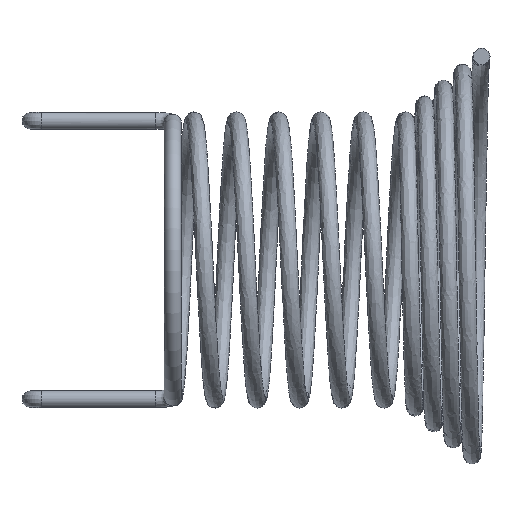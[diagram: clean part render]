
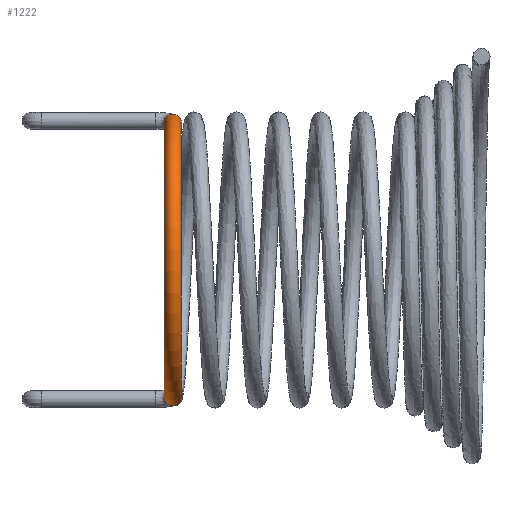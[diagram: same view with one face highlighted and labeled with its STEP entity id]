
A CAD part, left-side view. The second image highlights one B-rep face of the part: STEP entity #1222.
In plain terms, the highlighted toroidal (fillet/blend) face has major radius 3.3 mm and minor radius 0.2 mm.
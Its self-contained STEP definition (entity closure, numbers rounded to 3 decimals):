
#107 = CARTESIAN_POINT ( 'NONE',  ( -0.6, 5.541, -3.046 ) ) ;
#126 = CARTESIAN_POINT ( 'NONE',  ( -0.6, 5.383, -3.08 ) ) ;
#183 = EDGE_CURVE ( 'NONE', #356, #1694, #1901, .T. ) ;
#240 = CARTESIAN_POINT ( 'NONE',  ( -0.6, 5.354, -3.105 ) ) ;
#244 = CARTESIAN_POINT ( 'NONE',  ( -0.6, 5.496, -3.041 ) ) ;
#263 = CARTESIAN_POINT ( 'NONE',  ( -0.6, 5.373, -3.087 ) ) ;
#264 = CARTESIAN_POINT ( 'NONE',  ( -0.6, 5.414, -3.057 ) ) ;
#303 = CARTESIAN_POINT ( 'NONE',  ( -0.6, 5.482, 3.029 ) ) ;
#304 = EDGE_CURVE ( 'NONE', #2030, #2030, #2560, .T. ) ;
#325 = TOROIDAL_SURFACE ( 'NONE', #1491, 3.3, 0.2 ) ;
#333 = CARTESIAN_POINT ( 'NONE',  ( -0.6, 5.3, -3.243 ) ) ;
#344 = CARTESIAN_POINT ( 'NONE',  ( -0.6, 5.682, -3.142 ) ) ;
#356 = VERTEX_POINT ( 'NONE', #2300 ) ;
#385 = EDGE_CURVE ( 'NONE', #1068, #2631, #2769, .T. ) ;
#390 = VERTEX_POINT ( 'NONE', #1515 ) ;
#401 = EDGE_CURVE ( 'NONE', #390, #1068, #1473, .T. ) ;
#492 = CARTESIAN_POINT ( 'NONE',  ( -0.6, 5.363, -3.096 ) ) ;
#572 = CARTESIAN_POINT ( 'NONE',  ( -0.6, 5.615, -3.42 ) ) ;
#589 = CARTESIAN_POINT ( 'NONE',  ( -0.6, 5.363, 3.097 ) ) ;
#630 = CARTESIAN_POINT ( 'NONE',  ( -0.6, 5.7, -3.254 ) ) ;
#640 = CARTESIAN_POINT ( 'NONE',  ( -0.6, 5.363, 3.097 ) ) ;
#647 = B_SPLINE_CURVE_WITH_KNOTS ( 'NONE', 3,
 ( #2559, #333, #1943, #716, #1995, #1728, #2283, #2382, #2612, #572, #2122, #1101, #2661 ),
 .UNSPECIFIED., .F., .F.,
 ( 4, 2, 3, 2, 2, 4 ),
 ( 0.86, 0.875, 1., 1.125, 1.25, 1.358 ),
 .UNSPECIFIED. ) ;
#676 = CARTESIAN_POINT ( 'NONE',  ( -0.6, 5.7, -3.255 ) ) ;
#686 = CARTESIAN_POINT ( 'NONE',  ( -0.6, 5.602, 3.057 ) ) ;
#716 = CARTESIAN_POINT ( 'NONE',  ( -0.6, 5.303, -3.308 ) ) ;
#735 = ORIENTED_EDGE ( 'NONE', *, *, #401, .F. ) ;
#793 = CARTESIAN_POINT ( 'NONE',  ( -0.6, 5.541, -3.046 ) ) ;
#795 = DIRECTION ( 'NONE',  ( 0., 0., -1. ) ) ;
#829 = CARTESIAN_POINT ( 'NONE',  ( -0.6, 5.32, -3.145 ) ) ;
#848 = CARTESIAN_POINT ( 'NONE',  ( -0.6, 5.688, 3.145 ) ) ;
#871 = DIRECTION ( 'NONE',  ( 0., -1., 0. ) ) ;
#874 = B_SPLINE_CURVE_WITH_KNOTS ( 'NONE', 3,
 ( #793, #2515, #2700, #244 ),
 .UNSPECIFIED., .F., .F.,
 ( 4, 4 ),
 ( 0.584, 0.62 ),
 .UNSPECIFIED. ) ;
#932 = ORIENTED_EDGE ( 'NONE', *, *, #1687, .F. ) ;
#933 = VERTEX_POINT ( 'NONE', #2555 ) ;
#979 = CARTESIAN_POINT ( 'NONE',  ( -0.6, 5.604, -3.068 ) ) ;
#1008 = FACE_OUTER_BOUND ( 'NONE', #1744, .T. ) ;
#1068 = VERTEX_POINT ( 'NONE', #2659 ) ;
#1082 = EDGE_CURVE ( 'NONE', #1694, #390, #874, .T. ) ;
#1101 = CARTESIAN_POINT ( 'NONE',  ( -0.6, 5.697, -3.301 ) ) ;
#1222 = ADVANCED_FACE ( 'NONE', ( #1008, #2068 ), #325, .T. ) ;
#1250 = CARTESIAN_POINT ( 'NONE',  ( -0.6, 5.451, -3.044 ) ) ;
#1252 = B_SPLINE_CURVE_WITH_KNOTS ( 'NONE', 3,
 ( #2029, #1939, #1813, #829, #1862, #1630 ),
 .UNSPECIFIED., .F., .F.,
 ( 4, 2, 4 ),
 ( 0.746, 0.75, 0.86 ),
 .UNSPECIFIED. ) ;
#1336 = B_SPLINE_CURVE_WITH_KNOTS ( 'NONE', 3,
 ( #1829, #676, #630, #2001, #344, #1735, #2393 ),
 .UNSPECIFIED., .F., .F.,
 ( 4, 2, 1, 4 ),
 ( 0.533, 0.535, 0.651, 0.676 ),
 .UNSPECIFIED. ) ;
#1360 = CARTESIAN_POINT ( 'NONE',  ( 0., 5.5, 0. ) ) ;
#1416 = CARTESIAN_POINT ( 'NONE',  ( -0.6, 5.687, 3.337 ) ) ;
#1420 = CARTESIAN_POINT ( 'NONE',  ( -0.6, 5.354, -3.105 ) ) ;
#1433 = EDGE_CURVE ( 'NONE', #2250, #356, #1336, .T. ) ;
#1473 = B_SPLINE_CURVE_WITH_KNOTS ( 'NONE', 3,
 ( #2633, #2439, #2304, #1250, #264, #126 ),
 .UNSPECIFIED., .F., .F.,
 ( 4, 2, 4 ),
 ( 0.62, 0.625, 0.715 ),
 .UNSPECIFIED. ) ;
#1491 = AXIS2_PLACEMENT_3D ( 'NONE', #1360, #871, #795 ) ;
#1515 = CARTESIAN_POINT ( 'NONE',  ( -0.6, 5.496, -3.041 ) ) ;
#1558 = ORIENTED_EDGE ( 'NONE', *, *, #1082, .F. ) ;
#1630 = CARTESIAN_POINT ( 'NONE',  ( -0.6, 5.3, -3.237 ) ) ;
#1647 = CARTESIAN_POINT ( 'NONE',  ( -0.6, 5.398, 3.063 ) ) ;
#1685 = ORIENTED_EDGE ( 'NONE', *, *, #183, .F. ) ;
#1687 = EDGE_CURVE ( 'NONE', #933, #2250, #647, .T. ) ;
#1694 = VERTEX_POINT ( 'NONE', #107 ) ;
#1728 = CARTESIAN_POINT ( 'NONE',  ( -0.6, 5.366, -3.396 ) ) ;
#1735 = CARTESIAN_POINT ( 'NONE',  ( -0.6, 5.638, -3.097 ) ) ;
#1744 = EDGE_LOOP ( 'NONE', ( #2136 ) ) ;
#1745 = CARTESIAN_POINT ( 'NONE',  ( -0.6, 5.615, 3.453 ) ) ;
#1813 = CARTESIAN_POINT ( 'NONE',  ( -0.6, 5.352, -3.108 ) ) ;
#1818 = CARTESIAN_POINT ( 'NONE',  ( -0.6, 5.363, 3.097 ) ) ;
#1829 = CARTESIAN_POINT ( 'NONE',  ( -0.6, 5.7, -3.255 ) ) ;
#1862 = CARTESIAN_POINT ( 'NONE',  ( -0.6, 5.302, -3.191 ) ) ;
#1901 = B_SPLINE_CURVE_WITH_KNOTS ( 'NONE', 3,
 ( #1919, #979, #2132, #2533 ),
 .UNSPECIFIED., .F., .F.,
 ( 4, 4 ),
 ( 0.505, 0.584 ),
 .UNSPECIFIED. ) ;
#1919 = CARTESIAN_POINT ( 'NONE',  ( -0.6, 5.629, -3.09 ) ) ;
#1939 = CARTESIAN_POINT ( 'NONE',  ( -0.6, 5.353, -3.107 ) ) ;
#1943 = CARTESIAN_POINT ( 'NONE',  ( -0.6, 5.3, -3.249 ) ) ;
#1995 = CARTESIAN_POINT ( 'NONE',  ( -0.6, 5.327, -3.36 ) ) ;
#2001 = CARTESIAN_POINT ( 'NONE',  ( -0.6, 5.702, -3.205 ) ) ;
#2029 = CARTESIAN_POINT ( 'NONE',  ( -0.6, 5.354, -3.105 ) ) ;
#2030 = VERTEX_POINT ( 'NONE', #1818 ) ;
#2041 = ORIENTED_EDGE ( 'NONE', *, *, #2739, .F. ) ;
#2068 = FACE_OUTER_BOUND ( 'NONE', #2620, .T. ) ;
#2122 = CARTESIAN_POINT ( 'NONE',  ( -0.6, 5.679, -3.346 ) ) ;
#2132 = CARTESIAN_POINT ( 'NONE',  ( -0.6, 5.573, -3.053 ) ) ;
#2136 = ORIENTED_EDGE ( 'NONE', *, *, #304, .F. ) ;
#2250 = VERTEX_POINT ( 'NONE', #2297 ) ;
#2283 = CARTESIAN_POINT ( 'NONE',  ( -0.6, 5.405, -3.432 ) ) ;
#2294 = CARTESIAN_POINT ( 'NONE',  ( -0.6, 5.384, 3.457 ) ) ;
#2297 = CARTESIAN_POINT ( 'NONE',  ( -0.6, 5.7, -3.255 ) ) ;
#2300 = CARTESIAN_POINT ( 'NONE',  ( -0.6, 5.629, -3.09 ) ) ;
#2304 = CARTESIAN_POINT ( 'NONE',  ( -0.6, 5.492, -3.042 ) ) ;
#2382 = CARTESIAN_POINT ( 'NONE',  ( -0.6, 5.458, -3.451 ) ) ;
#2393 = CARTESIAN_POINT ( 'NONE',  ( -0.6, 5.629, -3.09 ) ) ;
#2404 = CARTESIAN_POINT ( 'NONE',  ( -0.6, 5.322, 3.136 ) ) ;
#2439 = CARTESIAN_POINT ( 'NONE',  ( -0.6, 5.494, -3.041 ) ) ;
#2494 = ORIENTED_EDGE ( 'NONE', *, *, #385, .F. ) ;
#2515 = CARTESIAN_POINT ( 'NONE',  ( -0.6, 5.526, -3.043 ) ) ;
#2533 = CARTESIAN_POINT ( 'NONE',  ( -0.6, 5.541, -3.046 ) ) ;
#2534 = CARTESIAN_POINT ( 'NONE',  ( -0.6, 5.705, 3.233 ) ) ;
#2555 = CARTESIAN_POINT ( 'NONE',  ( -0.6, 5.3, -3.237 ) ) ;
#2559 = CARTESIAN_POINT ( 'NONE',  ( -0.6, 5.3, -3.237 ) ) ;
#2560 = B_SPLINE_CURVE_WITH_KNOTS ( 'NONE', 3,
 ( #640, #1647, #303, #686, #848, #2534, #1416, #1745, #2294, #2672, #2404, #589 ),
 .UNSPECIFIED., .T., .F.,
 ( 4, 1, 1, 1, 2, 1, 1, 1, 4 ),
 ( 0., 0.115, 0.229, 0.344, 0.458, 0.594, 0.729, 0.865, 1. ),
 .UNSPECIFIED. ) ;
#2582 = ORIENTED_EDGE ( 'NONE', *, *, #1433, .F. ) ;
#2612 = CARTESIAN_POINT ( 'NONE',  ( -0.6, 5.563, -3.445 ) ) ;
#2620 = EDGE_LOOP ( 'NONE', ( #2582, #932, #2041, #2494, #735, #1558, #1685 ) ) ;
#2631 = VERTEX_POINT ( 'NONE', #240 ) ;
#2633 = CARTESIAN_POINT ( 'NONE',  ( -0.6, 5.496, -3.041 ) ) ;
#2659 = CARTESIAN_POINT ( 'NONE',  ( -0.6, 5.383, -3.08 ) ) ;
#2661 = CARTESIAN_POINT ( 'NONE',  ( -0.6, 5.7, -3.255 ) ) ;
#2672 = CARTESIAN_POINT ( 'NONE',  ( -0.6, 5.267, 3.26 ) ) ;
#2674 = CARTESIAN_POINT ( 'NONE',  ( -0.6, 5.383, -3.08 ) ) ;
#2700 = CARTESIAN_POINT ( 'NONE',  ( -0.6, 5.511, -3.041 ) ) ;
#2739 = EDGE_CURVE ( 'NONE', #2631, #933, #1252, .T. ) ;
#2769 = B_SPLINE_CURVE_WITH_KNOTS ( 'NONE', 3,
 ( #2674, #263, #492, #1420 ),
 .UNSPECIFIED., .F., .F.,
 ( 4, 4 ),
 ( 0.715, 0.746 ),
 .UNSPECIFIED. ) ;
